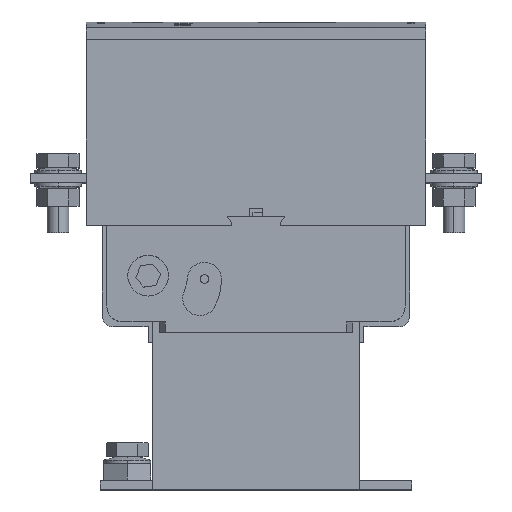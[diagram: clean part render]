
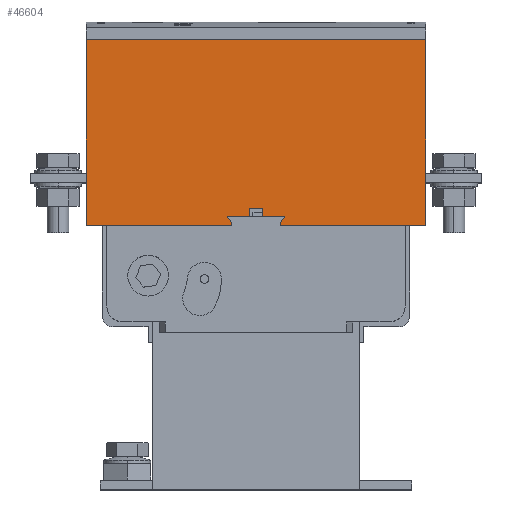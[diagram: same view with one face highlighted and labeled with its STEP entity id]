
A CAD part, top view. The second image highlights one B-rep face of the part: STEP entity #46604.
In plain terms, the highlighted planar face has unit normal (0, 0, 1).
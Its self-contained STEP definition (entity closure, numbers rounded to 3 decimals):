
#952 = LINE ( 'NONE', #22399, #32426 ) ;
#1614 = CARTESIAN_POINT ( 'NONE',  ( -79., 209.5, 71.5 ) ) ;
#2346 = CARTESIAN_POINT ( 'NONE',  ( -60., 0., 71.5 ) ) ;
#3169 = CARTESIAN_POINT ( 'NONE',  ( 11.25, 122.999, 71.5 ) ) ;
#3688 = CARTESIAN_POINT ( 'NONE',  ( 0., 123., 71.5 ) ) ;
#5519 = PLANE ( 'NONE',  #12067 ) ;
#5963 = VECTOR ( 'NONE', #47580, 1000. ) ;
#6559 = CARTESIAN_POINT ( 'NONE',  ( 60., 123., 71.5 ) ) ;
#7233 = CARTESIAN_POINT ( 'NONE',  ( 79., 209.5, 71.5 ) ) ;
#7324 = VERTEX_POINT ( 'NONE', #24779 ) ;
#7601 = VECTOR ( 'NONE', #47576, 1000. ) ;
#7943 = DIRECTION ( 'NONE',  ( -1., 0., 0. ) ) ;
#9201 = CARTESIAN_POINT ( 'NONE',  ( -60., 122.999, 71.5 ) ) ;
#9266 = CARTESIAN_POINT ( 'NONE',  ( 11.25, 0., 71.5 ) ) ;
#10563 = ORIENTED_EDGE ( 'NONE', *, *, #42220, .T. ) ;
#10982 = CARTESIAN_POINT ( 'NONE',  ( -69.5, 122.999, 71.5 ) ) ;
#10991 = CARTESIAN_POINT ( 'NONE',  ( 0., 126.999, 71.5 ) ) ;
#11765 = VECTOR ( 'NONE', #15313, 1000. ) ;
#12067 = AXIS2_PLACEMENT_3D ( 'NONE', #25866, #17877, #46491 ) ;
#12107 = VECTOR ( 'NONE', #14282, 1000. ) ;
#13391 = LINE ( 'NONE', #9266, #36357 ) ;
#13700 = ORIENTED_EDGE ( 'NONE', *, *, #42373, .F. ) ;
#14282 = DIRECTION ( 'NONE',  ( 0., 1., 0. ) ) ;
#14519 = VERTEX_POINT ( 'NONE', #50887 ) ;
#14686 = LINE ( 'NONE', #16573, #45980 ) ;
#14966 = FACE_OUTER_BOUND ( 'NONE', #18196, .T. ) ;
#14995 = CARTESIAN_POINT ( 'NONE',  ( -13.5, 126.999, 71.5 ) ) ;
#15313 = DIRECTION ( 'NONE',  ( 0., 1., 0. ) ) ;
#15927 = LINE ( 'NONE', #27456, #28004 ) ;
#16573 = CARTESIAN_POINT ( 'NONE',  ( -79., 0., 71.5 ) ) ;
#17659 = CARTESIAN_POINT ( 'NONE',  ( 13.5, 126.999, 71.5 ) ) ;
#17877 = DIRECTION ( 'NONE',  ( 0., 0., 1. ) ) ;
#18196 = EDGE_LOOP ( 'NONE', ( #21337, #13700, #50342, #21842, #10563, #38456, #37787, #49001, #46189, #38922, #47128, #22230, #38084, #49566 ) ) ;
#18417 = VECTOR ( 'NONE', #39406, 1000. ) ;
#18798 = CARTESIAN_POINT ( 'NONE',  ( -11.25, 0., 71.5 ) ) ;
#19182 = VERTEX_POINT ( 'NONE', #51296 ) ;
#20466 = CARTESIAN_POINT ( 'NONE',  ( -52.32, 39.24, 71.5 ) ) ;
#20943 = VERTEX_POINT ( 'NONE', #14995 ) ;
#21337 = ORIENTED_EDGE ( 'NONE', *, *, #42045, .F. ) ;
#21842 = ORIENTED_EDGE ( 'NONE', *, *, #42525, .T. ) ;
#22207 = LINE ( 'NONE', #3688, #42708 ) ;
#22230 = ORIENTED_EDGE ( 'NONE', *, *, #42671, .F. ) ;
#22255 = VERTEX_POINT ( 'NONE', #24842 ) ;
#22399 = CARTESIAN_POINT ( 'NONE',  ( 0., 123., 71.5 ) ) ;
#22465 = LINE ( 'NONE', #35235, #11765 ) ;
#22877 = DIRECTION ( 'NONE',  ( 0., 1., 0. ) ) ;
#23102 = CARTESIAN_POINT ( 'NONE',  ( -79., 123., 71.5 ) ) ;
#23837 = VECTOR ( 'NONE', #45170, 1000. ) ;
#24779 = CARTESIAN_POINT ( 'NONE',  ( 60., 122.999, 71.5 ) ) ;
#24842 = CARTESIAN_POINT ( 'NONE',  ( 11.25, 123.999, 71.5 ) ) ;
#25336 = CARTESIAN_POINT ( 'NONE',  ( 0., 209.5, 71.5 ) ) ;
#25866 = CARTESIAN_POINT ( 'NONE',  ( 48., 0., 71.5 ) ) ;
#26512 = DIRECTION ( 'NONE',  ( -1., 0., 0. ) ) ;
#27412 = VERTEX_POINT ( 'NONE', #17659 ) ;
#27456 = CARTESIAN_POINT ( 'NONE',  ( -69.5, 122.999, 71.5 ) ) ;
#28004 = VECTOR ( 'NONE', #43923, 1000. ) ;
#28665 = LINE ( 'NONE', #18798, #49222 ) ;
#28961 = LINE ( 'NONE', #10991, #5963 ) ;
#30909 = VECTOR ( 'NONE', #33532, 1000. ) ;
#31351 = VERTEX_POINT ( 'NONE', #3169 ) ;
#32426 = VECTOR ( 'NONE', #26512, 1000. ) ;
#33532 = DIRECTION ( 'NONE',  ( 1., 0., 0. ) ) ;
#33901 = CARTESIAN_POINT ( 'NONE',  ( 52.32, 39.24, 71.5 ) ) ;
#34164 = VERTEX_POINT ( 'NONE', #37060 ) ;
#34503 = VERTEX_POINT ( 'NONE', #7233 ) ;
#34571 = CARTESIAN_POINT ( 'NONE',  ( 60., 0., 71.5 ) ) ;
#35235 = CARTESIAN_POINT ( 'NONE',  ( 79., 0., 71.5 ) ) ;
#35473 = VERTEX_POINT ( 'NONE', #6559 ) ;
#36357 = VECTOR ( 'NONE', #37744, 1000. ) ;
#37060 = CARTESIAN_POINT ( 'NONE',  ( -11.25, 123.999, 71.5 ) ) ;
#37564 = EDGE_CURVE ( 'NONE', #47966, #34503, #52783, .T. ) ;
#37574 = EDGE_CURVE ( 'NONE', #34164, #20943, #41773, .T. ) ;
#37744 = DIRECTION ( 'NONE',  ( 0., 1., 0. ) ) ;
#37787 = ORIENTED_EDGE ( 'NONE', *, *, #37817, .T. ) ;
#37817 = EDGE_CURVE ( 'NONE', #20943, #27412, #28961, .T. ) ;
#37956 = EDGE_CURVE ( 'NONE', #22255, #27412, #45614, .T. ) ;
#38084 = ORIENTED_EDGE ( 'NONE', *, *, #38568, .T. ) ;
#38456 = ORIENTED_EDGE ( 'NONE', *, *, #37574, .T. ) ;
#38568 = EDGE_CURVE ( 'NONE', #48227, #34503, #22465, .T. ) ;
#38922 = ORIENTED_EDGE ( 'NONE', *, *, #42587, .T. ) ;
#39406 = DIRECTION ( 'NONE',  ( 1., 0., 0. ) ) ;
#40497 = VECTOR ( 'NONE', #46309, 1000. ) ;
#41773 = LINE ( 'NONE', #33901, #40497 ) ;
#42045 = EDGE_CURVE ( 'NONE', #44283, #47966, #14686, .T. ) ;
#42053 = EDGE_CURVE ( 'NONE', #31351, #22255, #13391, .T. ) ;
#42220 = EDGE_CURVE ( 'NONE', #19182, #34164, #28665, .T. ) ;
#42373 = EDGE_CURVE ( 'NONE', #14519, #44283, #22207, .T. ) ;
#42514 = EDGE_CURVE ( 'NONE', #47867, #14519, #52430, .T. ) ;
#42525 = EDGE_CURVE ( 'NONE', #47867, #19182, #49841, .T. ) ;
#42587 = EDGE_CURVE ( 'NONE', #31351, #7324, #15927, .T. ) ;
#42667 = EDGE_CURVE ( 'NONE', #7324, #35473, #45926, .T. ) ;
#42671 = EDGE_CURVE ( 'NONE', #48227, #35473, #952, .T. ) ;
#42708 = VECTOR ( 'NONE', #7943, 1000. ) ;
#43923 = DIRECTION ( 'NONE',  ( 1., 0., 0. ) ) ;
#44283 = VERTEX_POINT ( 'NONE', #23102 ) ;
#45170 = DIRECTION ( 'NONE',  ( 0.6, 0.8, 0. ) ) ;
#45614 = LINE ( 'NONE', #20466, #23837 ) ;
#45926 = LINE ( 'NONE', #34571, #12107 ) ;
#45980 = VECTOR ( 'NONE', #49325, 1000. ) ;
#46189 = ORIENTED_EDGE ( 'NONE', *, *, #42053, .F. ) ;
#46309 = DIRECTION ( 'NONE',  ( -0.6, 0.8, 0. ) ) ;
#46491 = DIRECTION ( 'NONE',  ( 1., 0., 0. ) ) ;
#46604 = ADVANCED_FACE ( 'NONE', ( #14966 ), #5519, .T. ) ;
#47128 = ORIENTED_EDGE ( 'NONE', *, *, #42667, .T. ) ;
#47576 = DIRECTION ( 'NONE',  ( 0., 1., 0. ) ) ;
#47580 = DIRECTION ( 'NONE',  ( 1., 0., 0. ) ) ;
#47867 = VERTEX_POINT ( 'NONE', #9201 ) ;
#47966 = VERTEX_POINT ( 'NONE', #1614 ) ;
#48227 = VERTEX_POINT ( 'NONE', #49541 ) ;
#49001 = ORIENTED_EDGE ( 'NONE', *, *, #37956, .F. ) ;
#49222 = VECTOR ( 'NONE', #22877, 1000. ) ;
#49325 = DIRECTION ( 'NONE',  ( 0., 1., 0. ) ) ;
#49541 = CARTESIAN_POINT ( 'NONE',  ( 79., 123., 71.5 ) ) ;
#49566 = ORIENTED_EDGE ( 'NONE', *, *, #37564, .F. ) ;
#49841 = LINE ( 'NONE', #10982, #18417 ) ;
#50342 = ORIENTED_EDGE ( 'NONE', *, *, #42514, .F. ) ;
#50887 = CARTESIAN_POINT ( 'NONE',  ( -60., 123., 71.5 ) ) ;
#51296 = CARTESIAN_POINT ( 'NONE',  ( -11.25, 122.999, 71.5 ) ) ;
#52430 = LINE ( 'NONE', #2346, #7601 ) ;
#52783 = LINE ( 'NONE', #25336, #30909 ) ;
